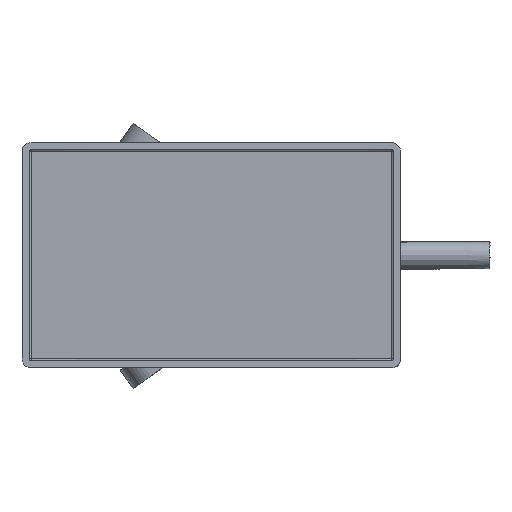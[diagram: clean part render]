
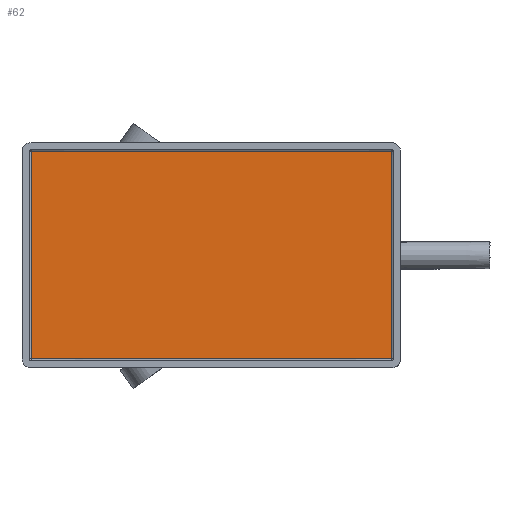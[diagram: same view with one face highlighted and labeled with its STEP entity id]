
A CAD part, top view. The second image highlights one B-rep face of the part: STEP entity #62.
In plain terms, the highlighted free-form (B-spline) face has degree [1, 1] with [2, 2] control points.
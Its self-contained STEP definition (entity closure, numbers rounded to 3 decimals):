
#62=ADVANCED_FACE($,(#153),#1066,.T.);
#153=FACE_OUTER_BOUND($,#245,.T.);
#245=EDGE_LOOP($,(#463,#464,#465,#466));
#463=ORIENTED_EDGE($,*,*,#770,.T.);
#464=ORIENTED_EDGE($,*,*,#772,.T.);
#465=ORIENTED_EDGE($,*,*,#771,.T.);
#466=ORIENTED_EDGE($,*,*,#773,.T.);
#770=EDGE_CURVE($,#935,#936,#1202,.T.);
#771=EDGE_CURVE($,#937,#938,#1203,.T.);
#772=EDGE_CURVE($,#936,#937,#1204,.T.);
#773=EDGE_CURVE($,#938,#935,#1205,.T.);
#935=VERTEX_POINT($,#2774);
#936=VERTEX_POINT($,#2775);
#937=VERTEX_POINT($,#2776);
#938=VERTEX_POINT($,#2777);
#1066=B_SPLINE_SURFACE_WITH_KNOTS($,1,1,((#2580,#2581),(#2582,#2583)),.UNSPECIFIED.,
.F.,.F.,.F.,(2,2),(2,2),(2.,402.),(-232.,-2.),.UNSPECIFIED.);
#1202=(
BOUNDED_CURVE()
B_SPLINE_CURVE(3,(#1876,#1877,#1878,#1879),.UNSPECIFIED.,.F.,.F.)
B_SPLINE_CURVE_WITH_KNOTS((4,4),(2.,402.),.UNSPECIFIED.)
CURVE()
GEOMETRIC_REPRESENTATION_ITEM()
RATIONAL_B_SPLINE_CURVE((1.,1.,1.,1.))
REPRESENTATION_ITEM($)
);
#1203=(
BOUNDED_CURVE()
B_SPLINE_CURVE(3,(#1880,#1881,#1882,#1883),.UNSPECIFIED.,.F.,.F.)
B_SPLINE_CURVE_WITH_KNOTS((4,4),(2.,402.),.UNSPECIFIED.)
CURVE()
GEOMETRIC_REPRESENTATION_ITEM()
RATIONAL_B_SPLINE_CURVE((1.,1.,1.,1.))
REPRESENTATION_ITEM($)
);
#1204=(
BOUNDED_CURVE()
B_SPLINE_CURVE(3,(#1884,#1885,#1886,#1887),.UNSPECIFIED.,.F.,.F.)
B_SPLINE_CURVE_WITH_KNOTS((4,4),(2.,232.),.UNSPECIFIED.)
CURVE()
GEOMETRIC_REPRESENTATION_ITEM()
RATIONAL_B_SPLINE_CURVE((1.,1.,1.,1.))
REPRESENTATION_ITEM($)
);
#1205=(
BOUNDED_CURVE()
B_SPLINE_CURVE(3,(#1888,#1889,#1890,#1891),.UNSPECIFIED.,.F.,.F.)
B_SPLINE_CURVE_WITH_KNOTS((4,4),(2.,232.),.UNSPECIFIED.)
CURVE()
GEOMETRIC_REPRESENTATION_ITEM()
RATIONAL_B_SPLINE_CURVE((1.,1.,1.,1.))
REPRESENTATION_ITEM($)
);
#1876=CARTESIAN_POINT($,(73204.867,-35094.195,527.476));
#1877=CARTESIAN_POINT($,(73071.534,-35094.195,527.476));
#1878=CARTESIAN_POINT($,(72938.201,-35094.195,527.476));
#1879=CARTESIAN_POINT($,(72804.867,-35094.195,527.476));
#1880=CARTESIAN_POINT($,(72804.867,-35324.195,527.476));
#1881=CARTESIAN_POINT($,(72938.201,-35324.195,527.476));
#1882=CARTESIAN_POINT($,(73071.534,-35324.195,527.476));
#1883=CARTESIAN_POINT($,(73204.867,-35324.195,527.476));
#1884=CARTESIAN_POINT($,(72804.867,-35094.195,527.476));
#1885=CARTESIAN_POINT($,(72804.867,-35170.862,527.476));
#1886=CARTESIAN_POINT($,(72804.867,-35247.529,527.476));
#1887=CARTESIAN_POINT($,(72804.867,-35324.195,527.476));
#1888=CARTESIAN_POINT($,(73204.867,-35324.195,527.476));
#1889=CARTESIAN_POINT($,(73204.867,-35247.529,527.476));
#1890=CARTESIAN_POINT($,(73204.867,-35170.862,527.476));
#1891=CARTESIAN_POINT($,(73204.867,-35094.195,527.476));
#2580=CARTESIAN_POINT($,(72804.867,-35324.195,527.476));
#2581=CARTESIAN_POINT($,(72804.867,-35094.195,527.476));
#2582=CARTESIAN_POINT($,(73204.867,-35324.195,527.476));
#2583=CARTESIAN_POINT($,(73204.867,-35094.195,527.476));
#2774=CARTESIAN_POINT($,(73204.867,-35094.195,527.476));
#2775=CARTESIAN_POINT($,(72804.867,-35094.195,527.476));
#2776=CARTESIAN_POINT($,(72804.867,-35324.195,527.476));
#2777=CARTESIAN_POINT($,(73204.867,-35324.195,527.476));
